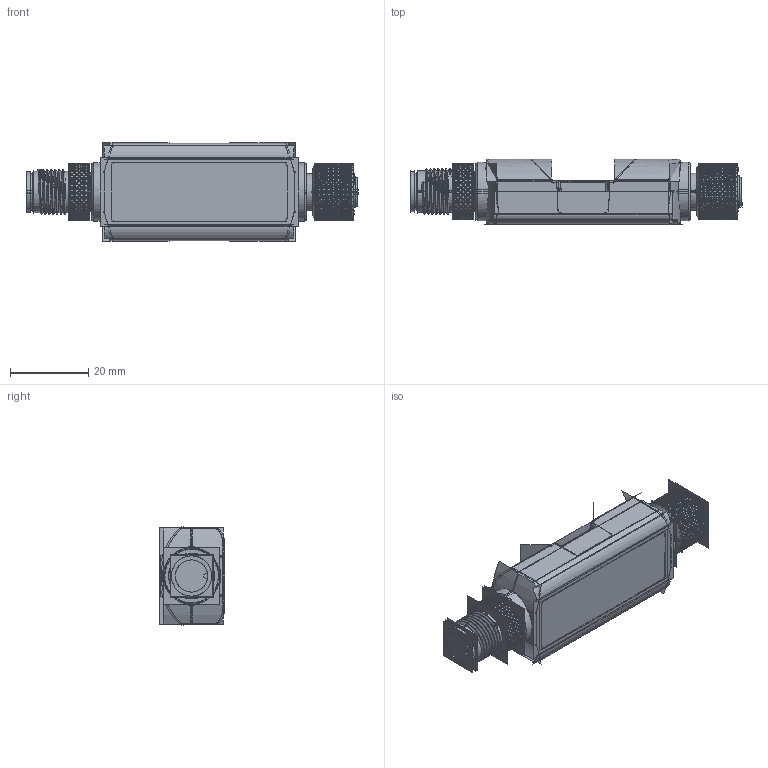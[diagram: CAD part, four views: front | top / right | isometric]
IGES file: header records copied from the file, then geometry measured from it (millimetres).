
Start section:  PTC IGES file: 229596_sm01.igs
Global section: file name: 229596_sm01.igs; native system: Creo Parametric by PTC Inc.; preprocessor: 2019292; author: PDMAdmin; organization: Unknown; date: 20220523.162712; units: millimetre
Bounding box: 85.11 x 16.82 x 25.38 mm (x, y, z)
Volume: 19201.8 mm3; surface area: 44479.5 mm2
Topology: 1 solids, 1 shells, 11982 faces, 53180 edges, 63258 vertices
Faces by surface type: bspline 9070, revolution 2912
